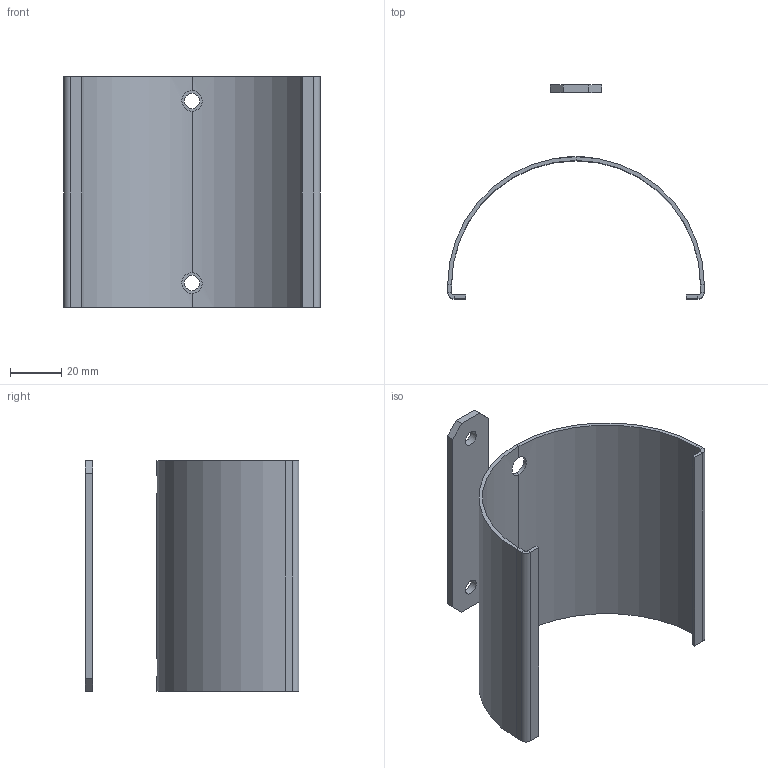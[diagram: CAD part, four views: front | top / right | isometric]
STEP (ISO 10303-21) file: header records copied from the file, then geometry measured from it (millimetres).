
FILE_DESCRIPTION(('STEP AP203'), '1');
FILE_NAME('351.100.RC30-RC35 Ïîäâåñ RC30-RC35 ñòàíäàðòíûé ô100 ìì', '', ('UNSPECIFIED'), ('UNSPECIFIED'), 'ASCON STEP Converter 1.3', 'ASCON Math Kernel', '');
FILE_SCHEMA(('CONFIG_CONTROL_DESIGN'));
Length unit declared in the file: millimetre
Products named in the file (1): 351.100.RC30/RC35
Bounding box: 100 x 83.37 x 90 mm (x, y, z)
Volume: 28549.9 mm3; surface area: 36288 mm2
Topology: 2 solids, 2 shells, 50 faces, 114 edges, 64 vertices
Faces by surface type: plane 36, cylinder 10, bspline 4
Full cylindrical faces by diameter (mm): 6 x2
Entity records: 2230 total; most frequent: CARTESIAN_POINT 679, ORIENTED_EDGE 224, DIRECTION 218, EDGE_CURVE 112, LINE 84, VECTOR 84, AXIS2_PLACEMENT_3D 67, VERTEX_POINT 64
